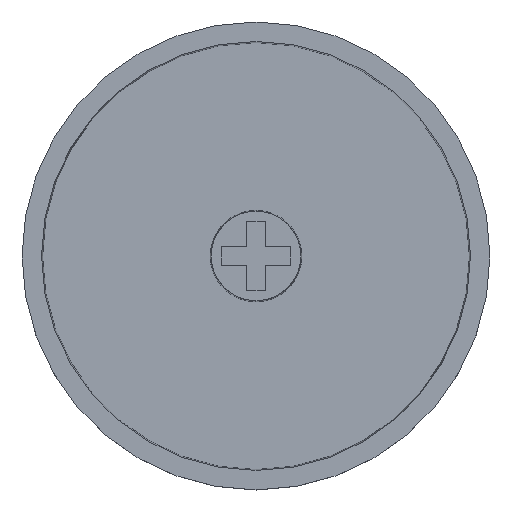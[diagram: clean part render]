
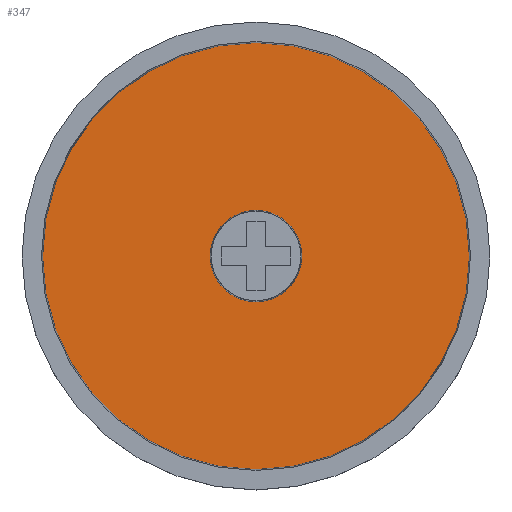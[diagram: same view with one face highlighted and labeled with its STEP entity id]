
A CAD part, top view. The second image highlights one B-rep face of the part: STEP entity #347.
In plain terms, the highlighted planar face has unit normal (0, 0, 1).
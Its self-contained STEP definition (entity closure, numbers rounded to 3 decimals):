
#97=FACE_BOUND('',#122,.T.);
#100=FACE_OUTER_BOUND('',#121,.T.);
#121=EDGE_LOOP('',(#234));
#122=EDGE_LOOP('',(#235));
#145=CIRCLE('',#383,13.066);
#146=CIRCLE('',#384,2.8);
#154=VERTEX_POINT('',#515);
#155=VERTEX_POINT('',#517);
#186=EDGE_CURVE('',#154,#154,#145,.T.);
#187=EDGE_CURVE('',#155,#155,#146,.T.);
#234=ORIENTED_EDGE('',*,*,#186,.F.);
#235=ORIENTED_EDGE('',*,*,#187,.F.);
#330=PLANE('',#382);
#347=ADVANCED_FACE('',(#100,#97),#330,.T.);
#382=AXIS2_PLACEMENT_3D('',#514,#414,#415);
#383=AXIS2_PLACEMENT_3D('',#516,#416,#417);
#384=AXIS2_PLACEMENT_3D('',#518,#418,#419);
#414=DIRECTION('center_axis',(0.,0.,1.));
#415=DIRECTION('ref_axis',(1.,0.,0.));
#416=DIRECTION('center_axis',(0.,0.,-1.));
#417=DIRECTION('ref_axis',(1.,0.,0.));
#418=DIRECTION('center_axis',(0.,0.,1.));
#419=DIRECTION('ref_axis',(0.,-1.,0.));
#514=CARTESIAN_POINT('Origin',(0.,0.,1.4));
#515=CARTESIAN_POINT('',(-13.066,0.,1.4));
#516=CARTESIAN_POINT('Origin',(0.,0.,1.4));
#517=CARTESIAN_POINT('',(0.,2.8,1.4));
#518=CARTESIAN_POINT('Origin',(0.,0.,1.4));
